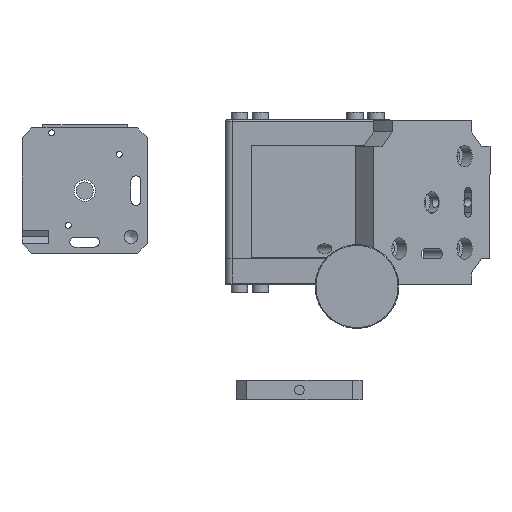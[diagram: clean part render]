
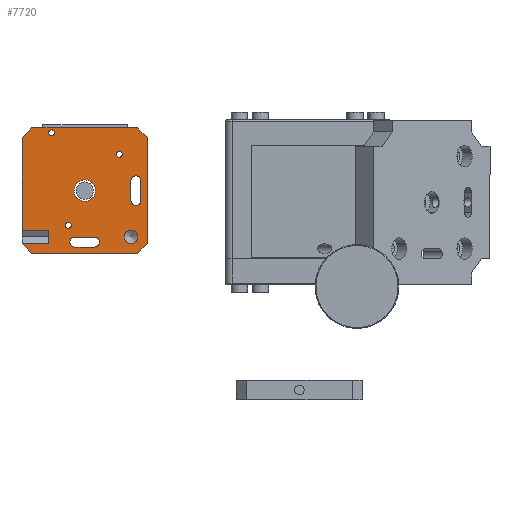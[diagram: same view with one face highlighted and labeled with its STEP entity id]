
A CAD part, left-side view. The second image highlights one B-rep face of the part: STEP entity #7720.
In plain terms, the highlighted face is planar.
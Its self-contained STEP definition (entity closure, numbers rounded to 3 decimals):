
#408=FACE_BOUND('',#1354,.T.);
#409=FACE_BOUND('',#1355,.T.);
#410=FACE_BOUND('',#1356,.T.);
#411=FACE_BOUND('',#1357,.T.);
#412=FACE_BOUND('',#1358,.T.);
#413=FACE_BOUND('',#1359,.T.);
#414=FACE_BOUND('',#1360,.T.);
#624=CIRCLE('',#8428,0.9);
#626=CIRCLE('',#8431,0.9);
#628=CIRCLE('',#8434,0.9);
#630=CIRCLE('',#8444,2.);
#644=CIRCLE('',#8473,1.5);
#645=CIRCLE('',#8476,1.5);
#646=CIRCLE('',#8479,1.5);
#647=CIRCLE('',#8481,1.5);
#648=CIRCLE('',#8483,3.25);
#927=FACE_OUTER_BOUND('',#1353,.T.);
#1353=EDGE_LOOP('',(#5977,#5978,#5979,#5980,#5981,#5982,#5983,#5984,#5985,
#5986,#5987));
#1354=EDGE_LOOP('',(#5988));
#1355=EDGE_LOOP('',(#5989));
#1356=EDGE_LOOP('',(#5990));
#1357=EDGE_LOOP('',(#5991));
#1358=EDGE_LOOP('',(#5992,#5993,#5994,#5995));
#1359=EDGE_LOOP('',(#5996,#5997,#5998,#5999));
#1360=EDGE_LOOP('',(#6000));
#1899=LINE('',#11662,#2646);
#1903=LINE('',#11671,#2650);
#1912=LINE('',#11687,#2659);
#1913=LINE('',#11690,#2660);
#1921=LINE('',#11712,#2668);
#1926=LINE('',#11723,#2673);
#1952=LINE('',#11783,#2699);
#1953=LINE('',#11786,#2700);
#1956=LINE('',#11791,#2703);
#1958=LINE('',#11802,#2705);
#1961=LINE('',#11815,#2708);
#1964=LINE('',#11823,#2711);
#1967=LINE('',#11831,#2714);
#1970=LINE('',#11842,#2717);
#1971=LINE('',#11844,#2718);
#2646=VECTOR('',#9637,10.);
#2650=VECTOR('',#9643,10.);
#2659=VECTOR('',#9658,10.);
#2660=VECTOR('',#9661,10.);
#2668=VECTOR('',#9679,10.);
#2673=VECTOR('',#9688,10.);
#2699=VECTOR('',#9728,10.);
#2700=VECTOR('',#9731,10.);
#2703=VECTOR('',#9736,10.);
#2705=VECTOR('',#9752,10.);
#2708=VECTOR('',#9771,10.);
#2711=VECTOR('',#9780,10.);
#2714=VECTOR('',#9789,10.);
#2717=VECTOR('',#9806,10.);
#2718=VECTOR('',#9809,10.);
#3385=VERTEX_POINT('',#11644);
#3387=VERTEX_POINT('',#11650);
#3389=VERTEX_POINT('',#11656);
#3390=VERTEX_POINT('',#11660);
#3391=VERTEX_POINT('',#11661);
#3394=VERTEX_POINT('',#11669);
#3395=VERTEX_POINT('',#11670);
#3400=VERTEX_POINT('',#11689);
#3405=VERTEX_POINT('',#11702);
#3408=VERTEX_POINT('',#11709);
#3409=VERTEX_POINT('',#11711);
#3413=VERTEX_POINT('',#11721);
#3440=VERTEX_POINT('',#11781);
#3441=VERTEX_POINT('',#11785);
#3442=VERTEX_POINT('',#11789);
#3443=VERTEX_POINT('',#11799);
#3444=VERTEX_POINT('',#11801);
#3445=VERTEX_POINT('',#11812);
#3446=VERTEX_POINT('',#11814);
#3447=VERTEX_POINT('',#11818);
#3448=VERTEX_POINT('',#11822);
#3449=VERTEX_POINT('',#11828);
#3450=VERTEX_POINT('',#11830);
#3451=VERTEX_POINT('',#11838);
#4318=EDGE_CURVE('',#3385,#3385,#624,.T.);
#4321=EDGE_CURVE('',#3387,#3387,#626,.T.);
#4324=EDGE_CURVE('',#3389,#3389,#628,.T.);
#4325=EDGE_CURVE('',#3390,#3391,#1899,.T.);
#4329=EDGE_CURVE('',#3394,#3395,#1903,.T.);
#4338=EDGE_CURVE('',#3395,#3390,#1912,.T.);
#4339=EDGE_CURVE('',#3394,#3400,#1913,.T.);
#4345=EDGE_CURVE('',#3405,#3405,#630,.T.);
#4349=EDGE_CURVE('',#3408,#3409,#1921,.T.);
#4355=EDGE_CURVE('',#3413,#3408,#1926,.T.);
#4386=EDGE_CURVE('',#3440,#3391,#1952,.T.);
#4387=EDGE_CURVE('',#3400,#3441,#1953,.T.);
#4390=EDGE_CURVE('',#3442,#3413,#1956,.T.);
#4395=EDGE_CURVE('',#3444,#3443,#1958,.T.);
#4402=EDGE_CURVE('',#3446,#3445,#1961,.T.);
#4404=EDGE_CURVE('',#3447,#3444,#644,.T.);
#4406=EDGE_CURVE('',#3448,#3447,#1964,.T.);
#4408=EDGE_CURVE('',#3443,#3448,#645,.T.);
#4410=EDGE_CURVE('',#3450,#3449,#1967,.T.);
#4412=EDGE_CURVE('',#3445,#3450,#646,.T.);
#4413=EDGE_CURVE('',#3449,#3446,#647,.T.);
#4415=EDGE_CURVE('',#3451,#3451,#648,.T.);
#4416=EDGE_CURVE('',#3409,#3440,#1970,.T.);
#4417=EDGE_CURVE('',#3441,#3442,#1971,.T.);
#5977=ORIENTED_EDGE('',*,*,#4325,.T.);
#5978=ORIENTED_EDGE('',*,*,#4386,.F.);
#5979=ORIENTED_EDGE('',*,*,#4416,.F.);
#5980=ORIENTED_EDGE('',*,*,#4349,.F.);
#5981=ORIENTED_EDGE('',*,*,#4355,.F.);
#5982=ORIENTED_EDGE('',*,*,#4390,.F.);
#5983=ORIENTED_EDGE('',*,*,#4417,.F.);
#5984=ORIENTED_EDGE('',*,*,#4387,.F.);
#5985=ORIENTED_EDGE('',*,*,#4339,.F.);
#5986=ORIENTED_EDGE('',*,*,#4329,.T.);
#5987=ORIENTED_EDGE('',*,*,#4338,.T.);
#5988=ORIENTED_EDGE('',*,*,#4318,.T.);
#5989=ORIENTED_EDGE('',*,*,#4321,.T.);
#5990=ORIENTED_EDGE('',*,*,#4324,.T.);
#5991=ORIENTED_EDGE('',*,*,#4345,.T.);
#5992=ORIENTED_EDGE('',*,*,#4408,.T.);
#5993=ORIENTED_EDGE('',*,*,#4406,.T.);
#5994=ORIENTED_EDGE('',*,*,#4404,.T.);
#5995=ORIENTED_EDGE('',*,*,#4395,.T.);
#5996=ORIENTED_EDGE('',*,*,#4402,.T.);
#5997=ORIENTED_EDGE('',*,*,#4412,.T.);
#5998=ORIENTED_EDGE('',*,*,#4410,.T.);
#5999=ORIENTED_EDGE('',*,*,#4413,.T.);
#6000=ORIENTED_EDGE('',*,*,#4415,.F.);
#7391=PLANE('',#8486);
#7720=ADVANCED_FACE('',(#927,#408,#409,#410,#411,#412,#413,#414),#7391,
 .F.);
#8428=AXIS2_PLACEMENT_3D('',#11646,#9619,#9620);
#8431=AXIS2_PLACEMENT_3D('',#11652,#9626,#9627);
#8434=AXIS2_PLACEMENT_3D('',#11658,#9633,#9634);
#8444=AXIS2_PLACEMENT_3D('',#11703,#9672,#9673);
#8473=AXIS2_PLACEMENT_3D('',#11819,#9775,#9776);
#8476=AXIS2_PLACEMENT_3D('',#11826,#9784,#9785);
#8479=AXIS2_PLACEMENT_3D('',#11834,#9793,#9794);
#8481=AXIS2_PLACEMENT_3D('',#11836,#9797,#9798);
#8483=AXIS2_PLACEMENT_3D('',#11840,#9802,#9803);
#8486=AXIS2_PLACEMENT_3D('',#11845,#9810,#9811);
#9619=DIRECTION('center_axis',(0.,0.,
1.));
#9620=DIRECTION('ref_axis',(1.,0.,0.));
#9626=DIRECTION('center_axis',(0.,0.,
1.));
#9627=DIRECTION('ref_axis',(1.,0.,0.));
#9633=DIRECTION('center_axis',(0.,0.,
1.));
#9634=DIRECTION('ref_axis',(1.,0.,0.));
#9637=DIRECTION('',(1.,0.,0.));
#9643=DIRECTION('',(-1.,0.,0.));
#9658=DIRECTION('',(0.,-1.,0.));
#9661=DIRECTION('',(0.,1.,0.));
#9672=DIRECTION('center_axis',(0.,0.,
1.));
#9673=DIRECTION('ref_axis',(-1.,0.,0.));
#9679=DIRECTION('',(0.707,-0.707,0.));
#9688=DIRECTION('',(0.,-1.,0.));
#9728=DIRECTION('',(0.707,0.707,0.));
#9731=DIRECTION('',(-0.707,0.707,0.));
#9736=DIRECTION('',(-0.707,-0.707,0.));
#9752=DIRECTION('',(0.,1.,0.));
#9771=DIRECTION('',(1.,0.,0.));
#9775=DIRECTION('center_axis',(0.,0.,
1.));
#9776=DIRECTION('ref_axis',(1.,0.,0.));
#9780=DIRECTION('',(0.,-1.,0.));
#9784=DIRECTION('center_axis',(0.,0.,
1.));
#9785=DIRECTION('ref_axis',(-1.,0.,0.));
#9789=DIRECTION('',(-1.,0.,0.));
#9793=DIRECTION('center_axis',(0.,0.,
1.));
#9794=DIRECTION('ref_axis',(0.,1.,0.));
#9797=DIRECTION('center_axis',(0.,0.,
1.));
#9798=DIRECTION('ref_axis',(0.,-1.,0.));
#9802=DIRECTION('center_axis',(0.,0.,
-1.));
#9803=DIRECTION('ref_axis',(-1.,0.,0.));
#9806=DIRECTION('',(1.,0.,0.));
#9809=DIRECTION('',(-1.,0.,0.));
#9810=DIRECTION('center_axis',(0.,0.,
1.));
#9811=DIRECTION('ref_axis',(1.,0.,0.));
#11644=CARTESIAN_POINT('',(-13.971,17.5,2.));
#11646=CARTESIAN_POINT('Origin',(-13.071,17.5,2.));
#11650=CARTESIAN_POINT('',(-34.471,11.,2.));
#11652=CARTESIAN_POINT('Origin',(-33.571,11.,2.));
#11656=CARTESIAN_POINT('',(-18.971,-10.5,2.));
#11658=CARTESIAN_POINT('Origin',(-18.071,-10.5,2.));
#11660=CARTESIAN_POINT('',(-12.071,-16.,2.));
#11661=CARTESIAN_POINT('',(-4.071,-16.,2.));
#11662=CARTESIAN_POINT('',(-13.571,-16.,2.));
#11669=CARTESIAN_POINT('',(-4.071,-12.,2.));
#11670=CARTESIAN_POINT('',(-12.071,-12.,2.));
#11671=CARTESIAN_POINT('',(-13.571,-12.,2.));
#11687=CARTESIAN_POINT('',(-12.071,-7.,2.));
#11689=CARTESIAN_POINT('',(-4.071,16.,2.));
#11690=CARTESIAN_POINT('',(-4.071,-19.,2.));
#11702=CARTESIAN_POINT('',(-35.071,-14.,2.));
#11703=CARTESIAN_POINT('Origin',(-37.071,-14.,2.));
#11709=CARTESIAN_POINT('',(-42.071,-16.,2.));
#11711=CARTESIAN_POINT('',(-39.071,-19.,2.));
#11712=CARTESIAN_POINT('',(-40.571,-17.5,2.));
#11721=CARTESIAN_POINT('',(-42.071,16.,2.));
#11723=CARTESIAN_POINT('',(-42.071,19.,2.));
#11781=CARTESIAN_POINT('',(-7.071,-19.,2.));
#11783=CARTESIAN_POINT('',(-5.571,-17.5,2.));
#11785=CARTESIAN_POINT('',(-7.071,19.,2.));
#11786=CARTESIAN_POINT('',(-5.571,17.5,2.));
#11789=CARTESIAN_POINT('',(-39.071,19.,2.));
#11791=CARTESIAN_POINT('',(-40.571,17.5,2.));
#11799=CARTESIAN_POINT('',(-37.071,3.,2.));
#11801=CARTESIAN_POINT('',(-37.071,-3.,2.));
#11802=CARTESIAN_POINT('',(-37.071,-1.5,2.));
#11812=CARTESIAN_POINT('',(-20.071,-17.08,2.));
#11814=CARTESIAN_POINT('',(-26.071,-17.08,2.));
#11815=CARTESIAN_POINT('',(-24.571,-17.08,2.));
#11818=CARTESIAN_POINT('',(-40.071,-3.,2.));
#11819=CARTESIAN_POINT('Origin',(-38.571,-3.,2.));
#11822=CARTESIAN_POINT('',(-40.071,3.,2.));
#11823=CARTESIAN_POINT('',(-40.071,1.5,2.));
#11826=CARTESIAN_POINT('Origin',(-38.571,3.,2.));
#11828=CARTESIAN_POINT('',(-26.071,-14.08,2.));
#11830=CARTESIAN_POINT('',(-20.071,-14.08,2.));
#11831=CARTESIAN_POINT('',(-21.571,-14.08,2.));
#11834=CARTESIAN_POINT('Origin',(-20.071,-15.58,2.));
#11836=CARTESIAN_POINT('Origin',(-26.071,-15.58,2.));
#11838=CARTESIAN_POINT('',(-19.821,0.,2.));
#11840=CARTESIAN_POINT('Origin',(-23.071,0.,
2.));
#11842=CARTESIAN_POINT('',(-42.071,-19.,2.));
#11844=CARTESIAN_POINT('',(-4.071,19.,2.));
#11845=CARTESIAN_POINT('Origin',(-23.071,0.,
2.));
